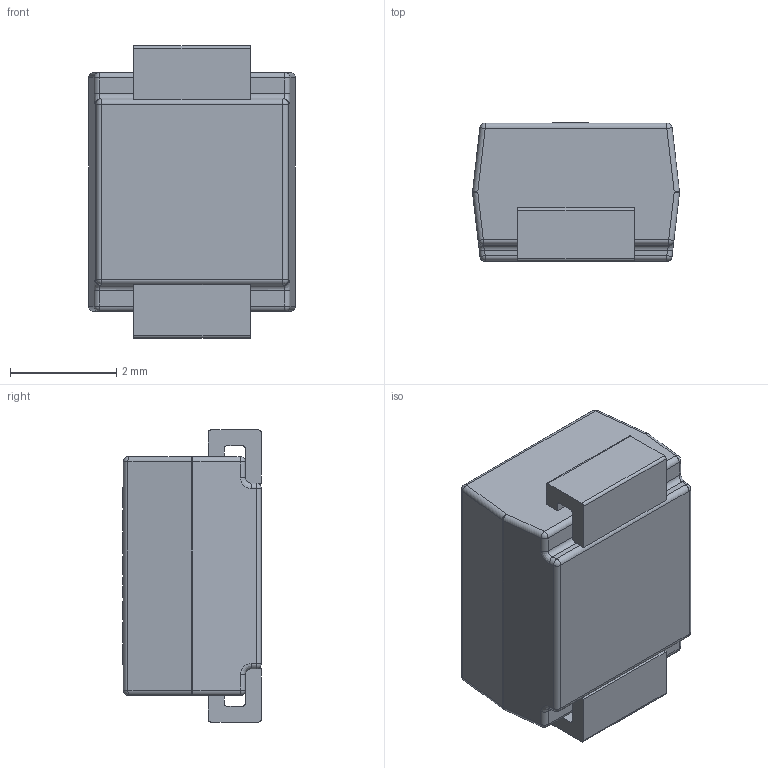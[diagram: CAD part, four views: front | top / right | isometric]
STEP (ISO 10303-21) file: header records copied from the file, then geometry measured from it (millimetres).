
FILE_DESCRIPTION (( 'STEP AP214' ), '1' );
FILE_NAME ('×°ÅäÌå2.STEP', '2014-02-13T06:36:29', ( 'BT_YANFB_XUJUNRAN' ), ( '' ), 'SwSTEP 2.0', 'SolidWorks 2010', '' );
FILE_SCHEMA (( 'AUTOMOTIVE_DESIGN' ));
Length unit declared in the file: millimetre
Products named in the file (3): 錨璃1; 錨璃2; 蚾饜极2
Assembly tree (3 placements, depth 2):
  蚾饜极2
    錨璃1
    錨璃2  x2
Bounding box: 3.9 x 2.61 x 5.5 mm (x, y, z)
Volume: 44.5 mm3; surface area: 94.3 mm2
Topology: 3 solids, 3 shells, 264 faces, 698 edges, 438 vertices
Faces by surface type: plane 132, bspline 69, cylinder 45, sphere 18
Entity records: 14512 total; most frequent: CARTESIAN_POINT 6987, ORIENTED_EDGE 1294, DIRECTION 951, EDGE_CURVE 647, LINE 427, VECTOR 427, VERTEX_POINT 412, AXIS2_PLACEMENT_3D 262
